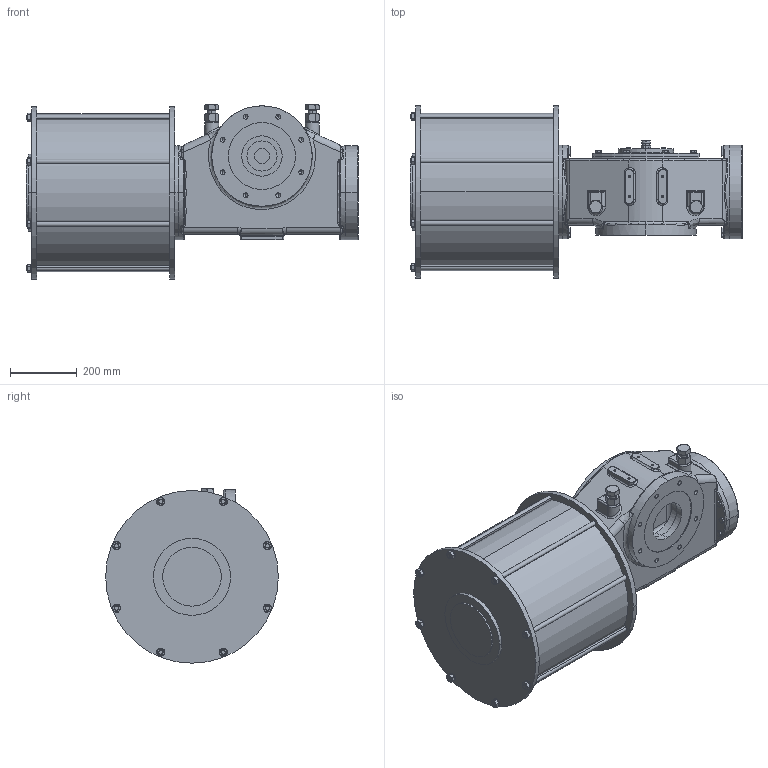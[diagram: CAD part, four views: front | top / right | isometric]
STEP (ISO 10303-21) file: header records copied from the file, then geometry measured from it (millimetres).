
FILE_DESCRIPTION (( 'STEP AP214' ), '1' );
FILE_NAME ('SY01F30-450 DA.STEP', '2015-05-28T16:41:26', ( '' ), ( '' ), 'SwSTEP 2.0', 'SolidWorks 2015', '' );
FILE_SCHEMA (( 'AUTOMOTIVE_DESIGN' ));
Length unit declared in the file: millimetre
Products named in the file (20): 02-516-03; 02-516-02; 02-516-01; SF30-00; ISO 4018 - M10 x 30-WC_ISO 4018 - M10 x 30-WC; ISO 4018 - M6 x 20-WC_ISO 4018 - M6 x 20-WC; Hexagon Nut ISO 4034 - M24 - C; ISO 4017 - M24 x 100-C_ISO 4017 - M24 x 100-C; SF30-06; SF30-05; SF30-04; SF30-03; 06-SF30; SF30-02; 02-516-00; SF30-01; DIN 934 - M14; Spring washer DIN 128 - A14_Spring washer DIN 128 - A14; SY01F30-450 DA; 02-516-04
Assembly tree (64 placements, depth 3):
  SY01F30-450 DA
    SF30-00
      SF30-01
      SF30-02
      SF30-03
      SF30-04
      SF30-05
      SF30-06
      ISO 4017 - M24 x 100-C_ISO 4017 - M24 x 100-C  x2
      Hexagon Nut ISO 4034 - M24 - C  x2
      ISO 4018 - M6 x 20-WC_ISO 4018 - M6 x 20-WC  x4
      ISO 4018 - M10 x 30-WC_ISO 4018 - M10 x 30-WC  x8
    02-516-00
      02-516-01
      02-516-02
      02-516-03  x8
      02-516-04
      Spring washer DIN 128 - A14_Spring washer DIN 128 - A14  x8
      DIN 934 - M14  x8
    ISO 4018 - M10 x 30-WC_ISO 4018 - M10 x 30-WC  x12
    06-SF30
Bounding box: 992 x 516 x 521 mm (x, y, z)
Volume: 32337807.1 mm3; surface area: 3990211.1 mm2
Topology: 62 solids, 62 shells, 1798 faces, 3999 edges, 2321 vertices
Faces by surface type: plane 639, cylinder 551, cone 448, bspline 78, torus 72, sphere 10
Entity records: 32737 total; most frequent: CARTESIAN_POINT 10764, DIRECTION 4354, ORIENTED_EDGE 3902, EDGE_CURVE 1951, AXIS2_PLACEMENT_3D 1829, VERTEX_POINT 1185, EDGE_LOOP 1052, CIRCLE 978
